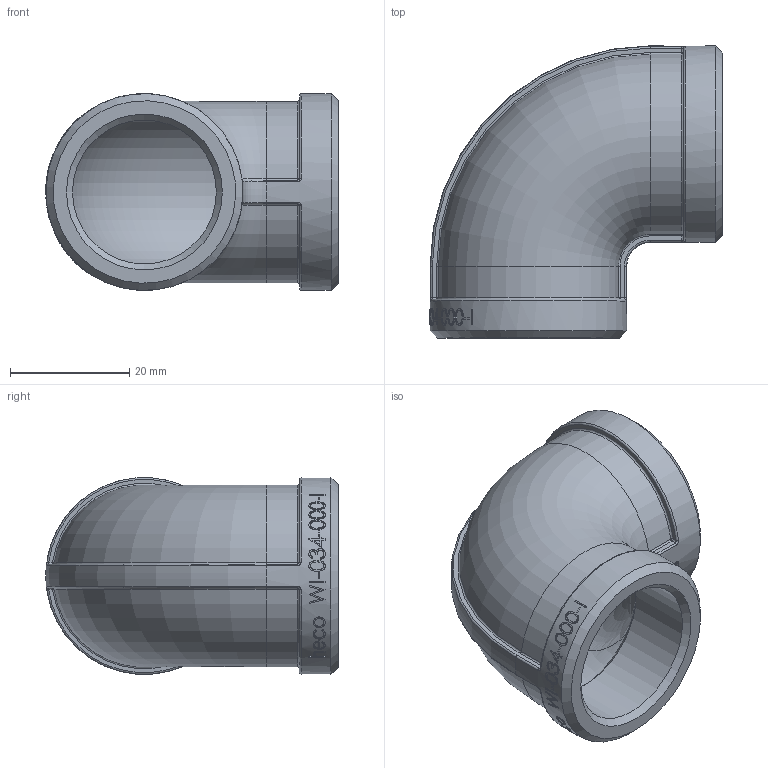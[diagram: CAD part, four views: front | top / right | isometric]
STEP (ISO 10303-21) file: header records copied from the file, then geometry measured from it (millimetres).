
FILE_DESCRIPTION (( 'STEP AP214' ), '1' );
FILE_NAME ('heco_WI-034-000-I1.STEP', '2016-07-11T12:58:26', ( '' ), ( '' ), 'SwSTEP 2.0', 'SolidWorks 2011', '' );
FILE_SCHEMA (( 'AUTOMOTIVE_DESIGN' ));
Length unit declared in the file: millimetre
Products named in the file (1): heco_WI-034-000-I1
Bounding box: 49.05 x 48.99 x 32.95 mm (x, y, z)
Volume: 13531.9 mm3; surface area: 11144.1 mm2
Topology: 1 solids, 1 shells, 266 faces, 656 edges, 416 vertices
Faces by surface type: bspline 112, plane 63, cylinder 56, torus 21, sphere 8, cone 6
Full cylindrical faces by diameter (mm): 24.117 x2, 33 x2
Entity records: 27515 total; most frequent: CARTESIAN_POINT 20183, ORIENTED_EDGE 1278, DIRECTION 855, EDGE_CURVE 639, VERTEX_POINT 410, AXIS2_PLACEMENT_3D 307, EDGE_LOOP 303, FACE_OUTER_BOUND 270
